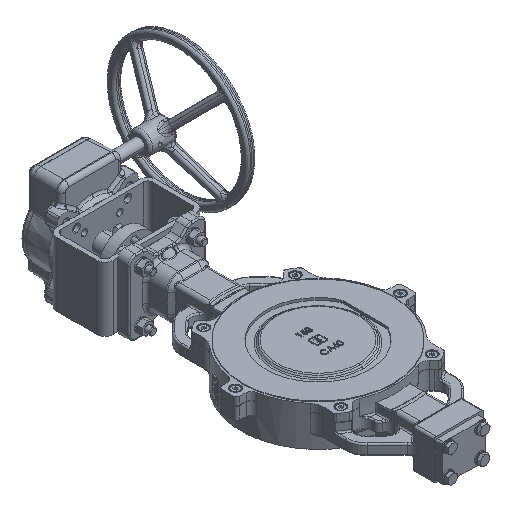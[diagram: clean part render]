
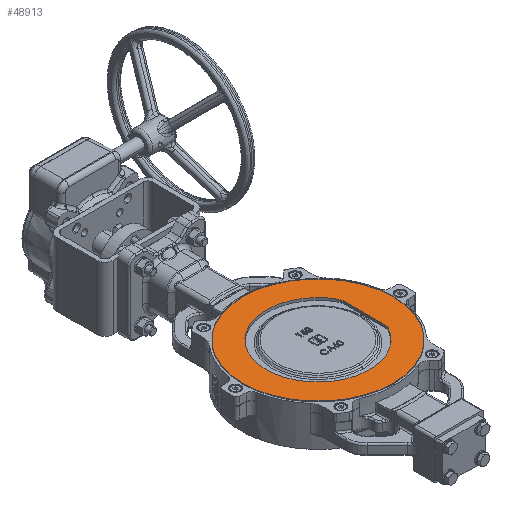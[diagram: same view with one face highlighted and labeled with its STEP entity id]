
A CAD part, isometric view. The second image highlights one B-rep face of the part: STEP entity #48913.
In plain terms, the highlighted planar face has unit normal (0, 0, 1).
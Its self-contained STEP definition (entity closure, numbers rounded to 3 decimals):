
#94 = CIRCLE ( 'NONE', #171361, 105.5 ) ;
#2494 = VERTEX_POINT ( 'NONE', #287894 ) ;
#9566 = FACE_OUTER_BOUND ( 'NONE', #324313, .T. ) ;
#11836 = EDGE_CURVE ( 'NONE', #316251, #264236, #223731, .T. ) ;
#13896 = DIRECTION ( 'NONE',  ( 1., 0., 0. ) ) ;
#23529 = DIRECTION ( 'NONE',  ( -1., 0., 0. ) ) ;
#30902 = VERTEX_POINT ( 'NONE', #309567 ) ;
#35604 = CIRCLE ( 'NONE', #234482, 105.5 ) ;
#36953 = ORIENTED_EDGE ( 'NONE', *, *, #11836, .T. ) ;
#48913 = ADVANCED_FACE ( 'NONE', ( #69149, #9566 ), #295808, .F. ) ;
#49557 = DIRECTION ( 'NONE',  ( 0., 0., -1. ) ) ;
#54728 = VECTOR ( 'NONE', #186159, 1000. ) ;
#68073 = CARTESIAN_POINT ( 'NONE',  ( 0., 60.369, 31.9 ) ) ;
#69149 = FACE_BOUND ( 'NONE', #176232, .T. ) ;
#80666 = AXIS2_PLACEMENT_3D ( 'NONE', #68073, #245977, #93579 ) ;
#83710 = CARTESIAN_POINT ( 'NONE',  ( 0., 0., 31.9 ) ) ;
#91931 = VERTEX_POINT ( 'NONE', #216204 ) ;
#93579 = DIRECTION ( 'NONE',  ( -1., 0., 0. ) ) ;
#95670 = AXIS2_PLACEMENT_3D ( 'NONE', #128810, #306557, #154385 ) ;
#102545 = AXIS2_PLACEMENT_3D ( 'NONE', #328000, #175824, #23529 ) ;
#109239 = DIRECTION ( 'NONE',  ( -1., 0., 0. ) ) ;
#120106 = CIRCLE ( 'NONE', #95670, 10. ) ;
#128810 = CARTESIAN_POINT ( 'NONE',  ( 55., -29.686, 31.9 ) ) ;
#129128 = CIRCLE ( 'NONE', #173947, 72.5 ) ;
#131102 = DIRECTION ( 'NONE',  ( 0., 0., 1. ) ) ;
#135728 = EDGE_CURVE ( 'NONE', #264236, #91931, #181999, .T. ) ;
#142477 = ORIENTED_EDGE ( 'NONE', *, *, #273372, .T. ) ;
#152712 = EDGE_CURVE ( 'NONE', #91931, #2494, #120106, .T. ) ;
#153564 = EDGE_CURVE ( 'NONE', #268801, #30902, #35604, .T. ) ;
#154385 = DIRECTION ( 'NONE',  ( -1., 0., 0. ) ) ;
#166102 = DIRECTION ( 'NONE',  ( 0., 0., 1. ) ) ;
#168541 = EDGE_CURVE ( 'NONE', #30902, #268801, #94, .T. ) ;
#169713 = VERTEX_POINT ( 'NONE', #314125 ) ;
#171361 = AXIS2_PLACEMENT_3D ( 'NONE', #318309, #166102, #13896 ) ;
#173947 = AXIS2_PLACEMENT_3D ( 'NONE', #83710, #261543, #109239 ) ;
#175824 = DIRECTION ( 'NONE',  ( 0., 0., -1. ) ) ;
#176232 = EDGE_LOOP ( 'NONE', ( #36953, #300037, #214037, #312388, #142477 ) ) ;
#181999 = LINE ( 'NONE', #261708, #54728 ) ;
#186159 = DIRECTION ( 'NONE',  ( 0., -1., 0. ) ) ;
#201815 = CARTESIAN_POINT ( 'NONE',  ( 0., 0., 31.9 ) ) ;
#214037 = ORIENTED_EDGE ( 'NONE', *, *, #152712, .T. ) ;
#215248 = EDGE_CURVE ( 'NONE', #2494, #169713, #129128, .T. ) ;
#216204 = CARTESIAN_POINT ( 'NONE',  ( 65., -29.686, 31.9 ) ) ;
#223731 = CIRCLE ( 'NONE', #102545, 10. ) ;
#227382 = DIRECTION ( 'NONE',  ( -1., 0., 0. ) ) ;
#230535 = CARTESIAN_POINT ( 'NONE',  ( 63.8, 34.436, 31.9 ) ) ;
#234482 = AXIS2_PLACEMENT_3D ( 'NONE', #283350, #131102, #308891 ) ;
#235309 = ORIENTED_EDGE ( 'NONE', *, *, #168541, .T. ) ;
#245977 = DIRECTION ( 'NONE',  ( 0., 0., -1. ) ) ;
#249165 = CARTESIAN_POINT ( 'NONE',  ( 65., 29.686, 31.9 ) ) ;
#261543 = DIRECTION ( 'NONE',  ( 0., 0., -1. ) ) ;
#261708 = CARTESIAN_POINT ( 'NONE',  ( 65., 29.686, 31.9 ) ) ;
#264236 = VERTEX_POINT ( 'NONE', #249165 ) ;
#268801 = VERTEX_POINT ( 'NONE', #302591 ) ;
#273372 = EDGE_CURVE ( 'NONE', #169713, #316251, #317234, .T. ) ;
#283350 = CARTESIAN_POINT ( 'NONE',  ( 0., 0., 31.9 ) ) ;
#287894 = CARTESIAN_POINT ( 'NONE',  ( 63.8, -34.436, 31.9 ) ) ;
#295808 = PLANE ( 'NONE',  #80666 ) ;
#300037 = ORIENTED_EDGE ( 'NONE', *, *, #135728, .T. ) ;
#302591 = CARTESIAN_POINT ( 'NONE',  ( 105.5, 0., 31.9 ) ) ;
#306161 = AXIS2_PLACEMENT_3D ( 'NONE', #201815, #49557, #227382 ) ;
#306557 = DIRECTION ( 'NONE',  ( 0., 0., -1. ) ) ;
#308891 = DIRECTION ( 'NONE',  ( 1., 0., 0. ) ) ;
#309567 = CARTESIAN_POINT ( 'NONE',  ( -105.5, 0., 31.9 ) ) ;
#311027 = ORIENTED_EDGE ( 'NONE', *, *, #153564, .T. ) ;
#312388 = ORIENTED_EDGE ( 'NONE', *, *, #215248, .T. ) ;
#314125 = CARTESIAN_POINT ( 'NONE',  ( -72.5, 0., 31.9 ) ) ;
#316251 = VERTEX_POINT ( 'NONE', #230535 ) ;
#317234 = CIRCLE ( 'NONE', #306161, 72.5 ) ;
#318309 = CARTESIAN_POINT ( 'NONE',  ( 0., 0., 31.9 ) ) ;
#324313 = EDGE_LOOP ( 'NONE', ( #311027, #235309 ) ) ;
#328000 = CARTESIAN_POINT ( 'NONE',  ( 55., 29.686, 31.9 ) ) ;
